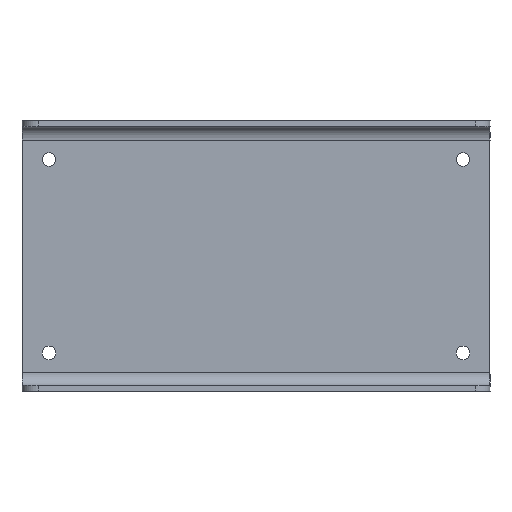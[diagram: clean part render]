
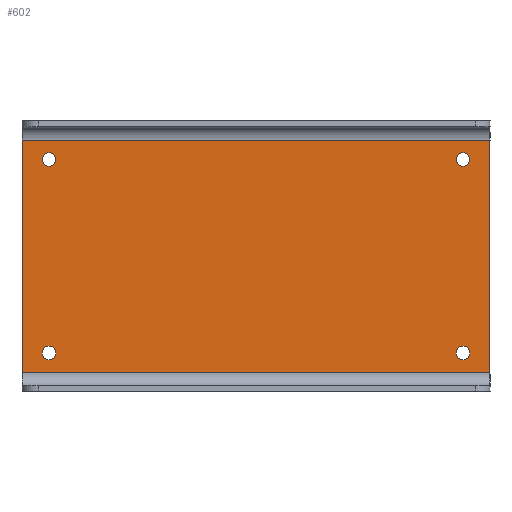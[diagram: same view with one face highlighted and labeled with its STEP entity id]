
A CAD part, top view. The second image highlights one B-rep face of the part: STEP entity #602.
In plain terms, the highlighted planar face has unit normal (0, 0, 1).
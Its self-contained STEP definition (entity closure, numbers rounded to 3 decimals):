
#207 = VERTEX_POINT('',#208);
#208 = CARTESIAN_POINT('',(0.,65.,1.5));
#215 = EDGE_CURVE('',#216,#207,#218,.T.);
#216 = VERTEX_POINT('',#217);
#217 = CARTESIAN_POINT('',(0.,5.,1.5));
#218 = LINE('',#219,#220);
#219 = CARTESIAN_POINT('',(0.,5.,1.5));
#220 = VECTOR('',#221,1.);
#221 = DIRECTION('',(0.,1.,0.));
#298 = VERTEX_POINT('',#299);
#299 = CARTESIAN_POINT('',(121.,65.,1.5));
#306 = EDGE_CURVE('',#307,#298,#309,.T.);
#307 = VERTEX_POINT('',#308);
#308 = CARTESIAN_POINT('',(121.,5.,1.5));
#309 = LINE('',#310,#311);
#310 = CARTESIAN_POINT('',(121.,5.,1.5));
#311 = VECTOR('',#312,1.);
#312 = DIRECTION('',(0.,1.,0.));
#438 = VERTEX_POINT('',#439);
#439 = CARTESIAN_POINT('',(7.,11.75,1.5));
#447 = EDGE_CURVE('',#438,#438,#448,.T.);
#448 = CIRCLE('',#449,1.75);
#449 = AXIS2_PLACEMENT_3D('',#450,#451,#452);
#450 = CARTESIAN_POINT('',(7.,10.,1.5));
#451 = DIRECTION('',(0.,0.,-1.));
#452 = DIRECTION('',(0.,1.,0.));
#591 = EDGE_CURVE('',#216,#307,#592,.T.);
#592 = LINE('',#593,#594);
#593 = CARTESIAN_POINT('',(0.,5.,1.5));
#594 = VECTOR('',#595,1.);
#595 = DIRECTION('',(1.,0.,0.));
#602 = ADVANCED_FACE('',(#603,#614,#625,#636,#639),#650,.T.);
#603 = FACE_BOUND('',#604,.T.);
#604 = EDGE_LOOP('',(#605,#606,#607,#613));
#605 = ORIENTED_EDGE('',*,*,#591,.T.);
#606 = ORIENTED_EDGE('',*,*,#306,.T.);
#607 = ORIENTED_EDGE('',*,*,#608,.F.);
#608 = EDGE_CURVE('',#207,#298,#609,.T.);
#609 = LINE('',#610,#611);
#610 = CARTESIAN_POINT('',(0.,65.,1.5));
#611 = VECTOR('',#612,1.);
#612 = DIRECTION('',(1.,0.,0.));
#613 = ORIENTED_EDGE('',*,*,#215,.F.);
#614 = FACE_BOUND('',#615,.T.);
#615 = EDGE_LOOP('',(#616));
#616 = ORIENTED_EDGE('',*,*,#617,.T.);
#617 = EDGE_CURVE('',#618,#618,#620,.T.);
#618 = VERTEX_POINT('',#619);
#619 = CARTESIAN_POINT('',(114.,11.75,1.5));
#620 = CIRCLE('',#621,1.75);
#621 = AXIS2_PLACEMENT_3D('',#622,#623,#624);
#622 = CARTESIAN_POINT('',(114.,10.,1.5));
#623 = DIRECTION('',(0.,0.,-1.));
#624 = DIRECTION('',(0.,1.,0.));
#625 = FACE_BOUND('',#626,.T.);
#626 = EDGE_LOOP('',(#627));
#627 = ORIENTED_EDGE('',*,*,#628,.T.);
#628 = EDGE_CURVE('',#629,#629,#631,.T.);
#629 = VERTEX_POINT('',#630);
#630 = CARTESIAN_POINT('',(114.,61.75,1.5));
#631 = CIRCLE('',#632,1.75);
#632 = AXIS2_PLACEMENT_3D('',#633,#634,#635);
#633 = CARTESIAN_POINT('',(114.,60.,1.5));
#634 = DIRECTION('',(0.,0.,-1.));
#635 = DIRECTION('',(0.,1.,0.));
#636 = FACE_BOUND('',#637,.T.);
#637 = EDGE_LOOP('',(#638));
#638 = ORIENTED_EDGE('',*,*,#447,.T.);
#639 = FACE_BOUND('',#640,.T.);
#640 = EDGE_LOOP('',(#641));
#641 = ORIENTED_EDGE('',*,*,#642,.T.);
#642 = EDGE_CURVE('',#643,#643,#645,.T.);
#643 = VERTEX_POINT('',#644);
#644 = CARTESIAN_POINT('',(7.,61.75,1.5));
#645 = CIRCLE('',#646,1.75);
#646 = AXIS2_PLACEMENT_3D('',#647,#648,#649);
#647 = CARTESIAN_POINT('',(7.,60.,1.5));
#648 = DIRECTION('',(0.,0.,-1.));
#649 = DIRECTION('',(0.,1.,0.));
#650 = PLANE('',#651);
#651 = AXIS2_PLACEMENT_3D('',#652,#653,#654);
#652 = CARTESIAN_POINT('',(0.,5.,1.5));
#653 = DIRECTION('',(0.,0.,1.));
#654 = DIRECTION('',(0.,1.,0.));
